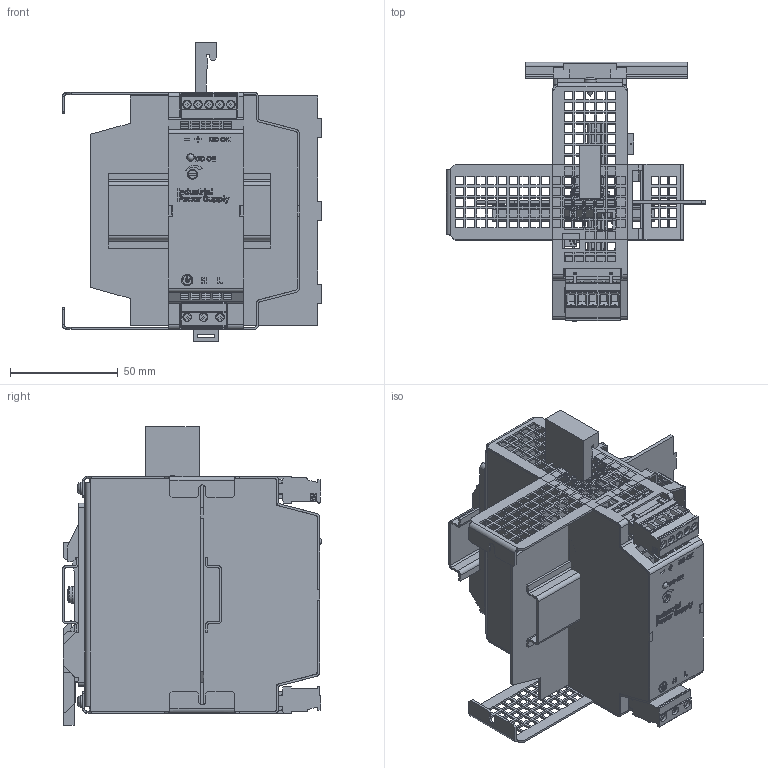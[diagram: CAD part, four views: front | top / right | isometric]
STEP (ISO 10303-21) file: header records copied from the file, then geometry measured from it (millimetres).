
FILE_DESCRIPTION( ( 'Unknown' ), '1' );
FILE_NAME( 'TSP 090-124.stp', 'Unknown', ( 'Unknown' ), ( 'Unknown' ), 'PSStep 10.1', 'Unknown', ' ' );
FILE_SCHEMA( ( 'automotive_design' ) );
Length unit declared in the file: millimetre
Products named in the file (23): New Clip+Latch; Assem1; New Clip; New Latch; EN50022-7.5mm; D3.7L15-0.5; 24300137-LATCH; 24300124; M4 Screw Adjustable Cross Recessed Raised Head Din 7985-oa0; 79812B__46,5-mattssons; 022057028; 21500023_LED-BLOCK_G+R_6,4X4,6X7,4; 22200016_10K0-POLI-S_9,5X9,5X4,9; M3 Screw  Adjustable Cross Recessed Countersunk Flat Head Screw DIN 965 -oa1; M3 Screw  Adjustable Cross Recessed Countersunk Flat Head Screw DIN 965 -oa2; Chassis; Hood; SB2; MB-PCB; 1766576; 1758047; 1832536; 1792278
Bounding box: 120.35 x 120.49 x 138.49 mm (x, y, z)
Volume: 231895.5 mm3; surface area: 287872 mm2
Topology: 47 solids, 47 shells, 6083 faces, 16576 edges, 10959 vertices
Faces by surface type: plane 5249, cylinder 512, extrusion 100, bspline 98, cone 57, sphere 48, torus 19
Full cylindrical faces by diameter (mm): 0.434 x2, 0.457 x2, 0.5 x10, 1.4 x32, 2 x5, 2.186 x12, 2.8 x24, 2.9 x9, 3 x6, 3.2 x12, 3.3 x12, 3.5 x2, 3.78 x16, 3.783 x16, 4 x24, 4.212 x2, 4.3 x3, 4.5 x2, 5.21 x2, 5.6 x7
Entity records: 99246 total; most frequent: CARTESIAN_POINT 23637, ORIENTED_EDGE 15340, DIRECTION 13718, EDGE_CURVE 7670, VECTOR 6696, LINE 6646, VERTEX_POINT 5143, EDGE_LOOP 3625
